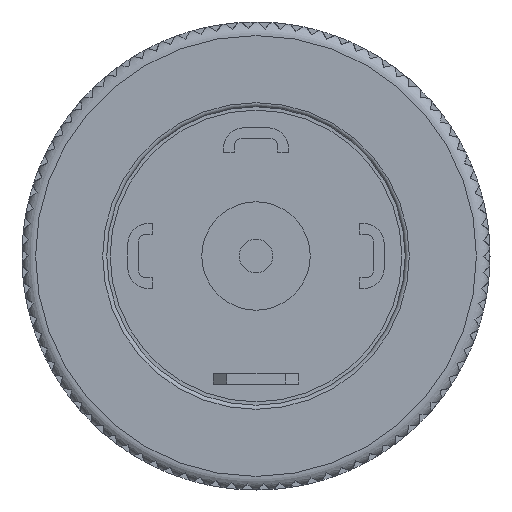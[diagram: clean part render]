
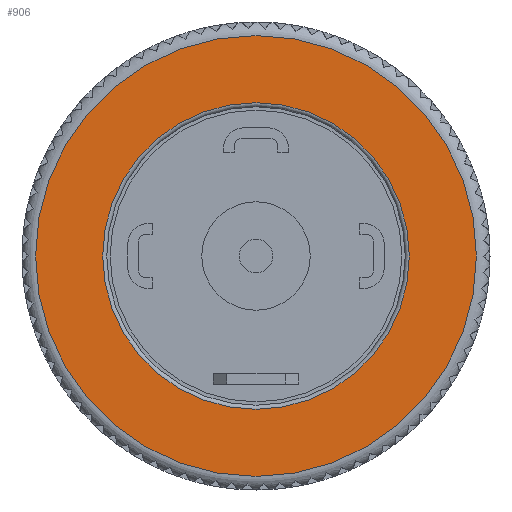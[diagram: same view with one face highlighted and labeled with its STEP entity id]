
A CAD part, front view. The second image highlights one B-rep face of the part: STEP entity #906.
In plain terms, the highlighted planar face has unit normal (0, -1, 0).
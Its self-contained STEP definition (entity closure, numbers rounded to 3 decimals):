
#906 = ADVANCED_FACE( '', ( #1966, #1967 ), #1968, .T. );
#1966 = FACE_OUTER_BOUND( '', #3157, .T. );
#1967 = FACE_BOUND( '', #3158, .T. );
#1968 = PLANE( '', #3159 );
#3157 = EDGE_LOOP( '', ( #6124 ) );
#3158 = EDGE_LOOP( '', ( #6125 ) );
#3159 = AXIS2_PLACEMENT_3D( '', #6126, #6127, #6128 );
#6124 = ORIENTED_EDGE( '', *, *, #7200, .T. );
#6125 = ORIENTED_EDGE( '', *, *, #8314, .T. );
#6126 = CARTESIAN_POINT( '', ( 0., -67.35, 0. ) );
#6127 = DIRECTION( '', ( 0., -1., 0. ) );
#6128 = DIRECTION( '', ( 1., 0., 0. ) );
#7200 = EDGE_CURVE( '', #8678, #8678, #8679, .T. );
#8314 = EDGE_CURVE( '', #10397, #10397, #10398, .T. );
#8678 = VERTEX_POINT( '', #10904 );
#8679 = CIRCLE( '', #10905, 16.25 );
#10397 = VERTEX_POINT( '', #14229 );
#10398 = CIRCLE( '', #14230, 11.3 );
#10904 = CARTESIAN_POINT( '', ( 0., -67.35, -16.25 ) );
#10905 = AXIS2_PLACEMENT_3D( '', #14601, #14602, #14603 );
#14229 = CARTESIAN_POINT( '', ( 0., -67.35, -11.3 ) );
#14230 = AXIS2_PLACEMENT_3D( '', #15781, #15782, #15783 );
#14601 = CARTESIAN_POINT( '', ( 0., -67.35, 0. ) );
#14602 = DIRECTION( '', ( 0., -1., 0. ) );
#14603 = DIRECTION( '', ( 0., 0., -1. ) );
#15781 = CARTESIAN_POINT( '', ( 0., -67.35, 0. ) );
#15782 = DIRECTION( '', ( 0., 1., 0. ) );
#15783 = DIRECTION( '', ( 0., 0., -1. ) );
